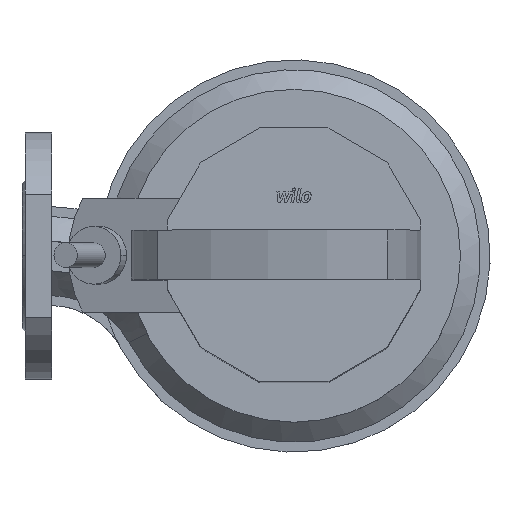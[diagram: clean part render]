
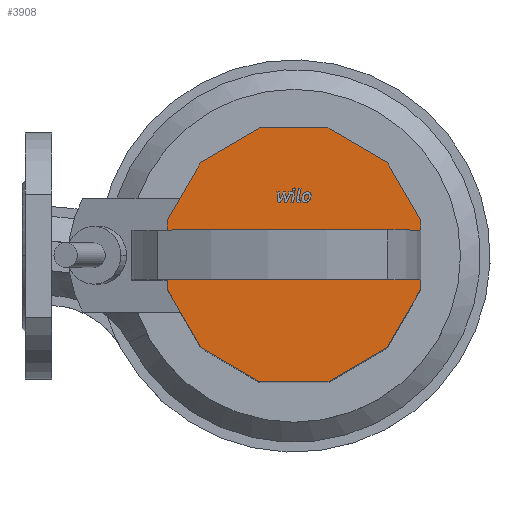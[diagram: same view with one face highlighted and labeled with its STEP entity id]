
A CAD part, top view. The second image highlights one B-rep face of the part: STEP entity #3908.
In plain terms, the highlighted planar face has unit normal (0, 0, 1).
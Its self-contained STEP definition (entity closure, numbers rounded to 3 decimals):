
#3011=CARTESIAN_POINT('',(88.,15.0,398.0));
#3012=VERTEX_POINT('',#3011);
#3013=CARTESIAN_POINT('',(91.32,15.0,398.0));
#3014=VERTEX_POINT('',#3013);
#3015=CARTESIAN_POINT('',(88.,15.0,398.0));
#3016=DIRECTION('',(1.0,0.0,0.0));
#3017=VECTOR('',#3016,3.32);
#3018=LINE('',#3015,#3017);
#3019=EDGE_CURVE('',#3012,#3014,#3018,.T.);
#3055=CARTESIAN_POINT('',(242.,15.0,398.0));
#3056=VERTEX_POINT('',#3055);
#3064=CARTESIAN_POINT('',(227.,15.0,398.0));
#3065=VERTEX_POINT('',#3064);
#3066=CARTESIAN_POINT('',(227.,15.0,398.0));
#3067=DIRECTION('',(1.0,0.0,0.0));
#3068=VECTOR('',#3067,15.0);
#3069=LINE('',#3066,#3068);
#3070=EDGE_CURVE('',#3065,#3056,#3069,.T.);
#3105=CARTESIAN_POINT('',(91.32,-15.0,398.0));
#3106=VERTEX_POINT('',#3105);
#3107=CARTESIAN_POINT('',(88.,-15.0,398.0));
#3108=VERTEX_POINT('',#3107);
#3109=CARTESIAN_POINT('',(91.32,-15.0,398.0));
#3110=DIRECTION('',(-1.0,0.0,0.0));
#3111=VECTOR('',#3110,3.32);
#3112=LINE('',#3109,#3111);
#3113=EDGE_CURVE('',#3106,#3108,#3112,.T.);
#3133=CARTESIAN_POINT('',(227.,-15.0,398.0));
#3134=VERTEX_POINT('',#3133);
#3142=CARTESIAN_POINT('',(242.,-15.0,398.0));
#3143=VERTEX_POINT('',#3142);
#3144=CARTESIAN_POINT('',(242.,-15.0,398.0));
#3145=DIRECTION('',(-1.0,0.0,0.0));
#3146=VECTOR('',#3145,15.0);
#3147=LINE('',#3144,#3146);
#3148=EDGE_CURVE('',#3143,#3134,#3147,.T.);
#3263=CARTESIAN_POINT('',(91.32,15.0,398.0));
#3264=DIRECTION('',(0.0,-1.0,0.0));
#3265=VECTOR('',#3264,30.0);
#3266=LINE('',#3263,#3265);
#3267=EDGE_CURVE('',#3014,#3106,#3266,.T.);
#3295=CARTESIAN_POINT('',(227.,-15.0,398.0));
#3296=DIRECTION('',(0.0,1.0,0.0));
#3297=VECTOR('',#3296,30.0);
#3298=LINE('',#3295,#3297);
#3299=EDGE_CURVE('',#3134,#3065,#3298,.T.);
#3388=CARTESIAN_POINT('',(88.,20.632,398.0));
#3389=VERTEX_POINT('',#3388);
#3390=CARTESIAN_POINT('',(88.,15.0,398.0));
#3391=DIRECTION('',(0.0,1.0,0.0));
#3392=VECTOR('',#3391,5.632);
#3393=LINE('',#3390,#3392);
#3394=EDGE_CURVE('',#3012,#3389,#3393,.T.);
#3413=CARTESIAN_POINT('',(88.,-20.632,398.0));
#3414=VERTEX_POINT('',#3413);
#3421=CARTESIAN_POINT('',(88.,-20.632,398.0));
#3422=DIRECTION('',(0.0,1.0,0.0));
#3423=VECTOR('',#3422,5.632);
#3424=LINE('',#3421,#3423);
#3425=EDGE_CURVE('',#3414,#3108,#3424,.T.);
#3528=CARTESIAN_POINT('',(108.632,56.368,398.0));
#3529=VERTEX_POINT('',#3528);
#3530=CARTESIAN_POINT('',(88.,20.632,398.0));
#3531=DIRECTION('',(0.5,0.866,0.0));
#3532=VECTOR('',#3531,41.264);
#3533=LINE('',#3530,#3532);
#3534=EDGE_CURVE('',#3389,#3529,#3533,.T.);
#3568=CARTESIAN_POINT('',(108.632,-56.368,398.0));
#3569=VERTEX_POINT('',#3568);
#3576=CARTESIAN_POINT('',(108.632,-56.368,398.0));
#3577=DIRECTION('',(-0.5,0.866,0.0));
#3578=VECTOR('',#3577,41.264);
#3579=LINE('',#3576,#3578);
#3580=EDGE_CURVE('',#3569,#3414,#3579,.T.);
#3609=CARTESIAN_POINT('',(144.368,77.,398.0));
#3610=VERTEX_POINT('',#3609);
#3611=CARTESIAN_POINT('',(108.632,56.368,398.0));
#3612=DIRECTION('',(0.866,0.5,0.0));
#3613=VECTOR('',#3612,41.264);
#3614=LINE('',#3611,#3613);
#3615=EDGE_CURVE('',#3529,#3610,#3614,.T.);
#3640=CARTESIAN_POINT('',(185.632,77.,398.0));
#3641=VERTEX_POINT('',#3640);
#3642=CARTESIAN_POINT('',(144.368,77.,398.0));
#3643=DIRECTION('',(1.0,0.0,0.0));
#3644=VECTOR('',#3643,41.264);
#3645=LINE('',#3642,#3644);
#3646=EDGE_CURVE('',#3610,#3641,#3645,.T.);
#3671=CARTESIAN_POINT('',(221.368,56.368,398.0));
#3672=VERTEX_POINT('',#3671);
#3673=CARTESIAN_POINT('',(185.632,77.,398.0));
#3674=DIRECTION('',(0.866,-0.5,0.0));
#3675=VECTOR('',#3674,41.264);
#3676=LINE('',#3673,#3675);
#3677=EDGE_CURVE('',#3641,#3672,#3676,.T.);
#3702=CARTESIAN_POINT('',(242.,20.632,398.0));
#3703=VERTEX_POINT('',#3702);
#3704=CARTESIAN_POINT('',(221.368,56.368,398.0));
#3705=DIRECTION('',(0.5,-0.866,0.0));
#3706=VECTOR('',#3705,41.264);
#3707=LINE('',#3704,#3706);
#3708=EDGE_CURVE('',#3672,#3703,#3707,.T.);
#3733=CARTESIAN_POINT('',(242.,20.632,398.0));
#3734=DIRECTION('',(0.0,-1.0,0.0));
#3735=VECTOR('',#3734,5.632);
#3736=LINE('',#3733,#3735);
#3737=EDGE_CURVE('',#3703,#3056,#3736,.T.);
#3740=CARTESIAN_POINT('',(242.,-20.632,398.0));
#3741=VERTEX_POINT('',#3740);
#3742=CARTESIAN_POINT('',(242.,-15.0,398.0));
#3743=DIRECTION('',(0.0,-1.0,0.0));
#3744=VECTOR('',#3743,5.632);
#3745=LINE('',#3742,#3744);
#3746=EDGE_CURVE('',#3143,#3741,#3745,.T.);
#3771=CARTESIAN_POINT('',(221.368,-56.368,398.0));
#3772=VERTEX_POINT('',#3771);
#3773=CARTESIAN_POINT('',(242.,-20.632,398.0));
#3774=DIRECTION('',(-0.5,-0.866,0.0));
#3775=VECTOR('',#3774,41.264);
#3776=LINE('',#3773,#3775);
#3777=EDGE_CURVE('',#3741,#3772,#3776,.T.);
#3802=CARTESIAN_POINT('',(185.632,-77.,398.0));
#3803=VERTEX_POINT('',#3802);
#3804=CARTESIAN_POINT('',(221.368,-56.368,398.0));
#3805=DIRECTION('',(-0.866,-0.5,0.0));
#3806=VECTOR('',#3805,41.264);
#3807=LINE('',#3804,#3806);
#3808=EDGE_CURVE('',#3772,#3803,#3807,.T.);
#3833=CARTESIAN_POINT('',(144.368,-77.,398.0));
#3834=VERTEX_POINT('',#3833);
#3835=CARTESIAN_POINT('',(185.632,-77.,398.0));
#3836=DIRECTION('',(-1.0,0.0,0.0));
#3837=VECTOR('',#3836,41.264);
#3838=LINE('',#3835,#3837);
#3839=EDGE_CURVE('',#3803,#3834,#3838,.T.);
#3864=CARTESIAN_POINT('',(144.368,-77.,398.0));
#3865=DIRECTION('',(-0.866,0.5,0.0));
#3866=VECTOR('',#3865,41.264);
#3867=LINE('',#3864,#3866);
#3868=EDGE_CURVE('',#3834,#3569,#3867,.T.);
#3881=CARTESIAN_POINT('',(165.0,0.,398.0));
#3882=DIRECTION('',(0.0,0.0,1.0));
#3883=DIRECTION('',(1.0,0.0,0.0));
#3884=AXIS2_PLACEMENT_3D('',#3881,#3882,#3883);
#3885=PLANE('',#3884);
#3886=ORIENTED_EDGE('',*,*,#3070,.T.);
#3887=ORIENTED_EDGE('',*,*,#3737,.F.);
#3888=ORIENTED_EDGE('',*,*,#3708,.F.);
#3889=ORIENTED_EDGE('',*,*,#3677,.F.);
#3890=ORIENTED_EDGE('',*,*,#3646,.F.);
#3891=ORIENTED_EDGE('',*,*,#3615,.F.);
#3892=ORIENTED_EDGE('',*,*,#3534,.F.);
#3893=ORIENTED_EDGE('',*,*,#3394,.F.);
#3894=ORIENTED_EDGE('',*,*,#3019,.T.);
#3895=ORIENTED_EDGE('',*,*,#3267,.T.);
#3896=ORIENTED_EDGE('',*,*,#3113,.T.);
#3897=ORIENTED_EDGE('',*,*,#3425,.F.);
#3898=ORIENTED_EDGE('',*,*,#3580,.F.);
#3899=ORIENTED_EDGE('',*,*,#3868,.F.);
#3900=ORIENTED_EDGE('',*,*,#3839,.F.);
#3901=ORIENTED_EDGE('',*,*,#3808,.F.);
#3902=ORIENTED_EDGE('',*,*,#3777,.F.);
#3903=ORIENTED_EDGE('',*,*,#3746,.F.);
#3904=ORIENTED_EDGE('',*,*,#3148,.T.);
#3905=ORIENTED_EDGE('',*,*,#3299,.T.);
#3906=EDGE_LOOP('',(#3886,#3887,#3888,#3889,#3890,#3891,#3892,#3893,#3894,#3895,#3896,#3897,#3898,#3899,#3900,#3901,#3902,#3903,#3904,#3905));
#3907=FACE_OUTER_BOUND('',#3906,.T.);
#3908=ADVANCED_FACE('',(#3907),#3885,.T.);
